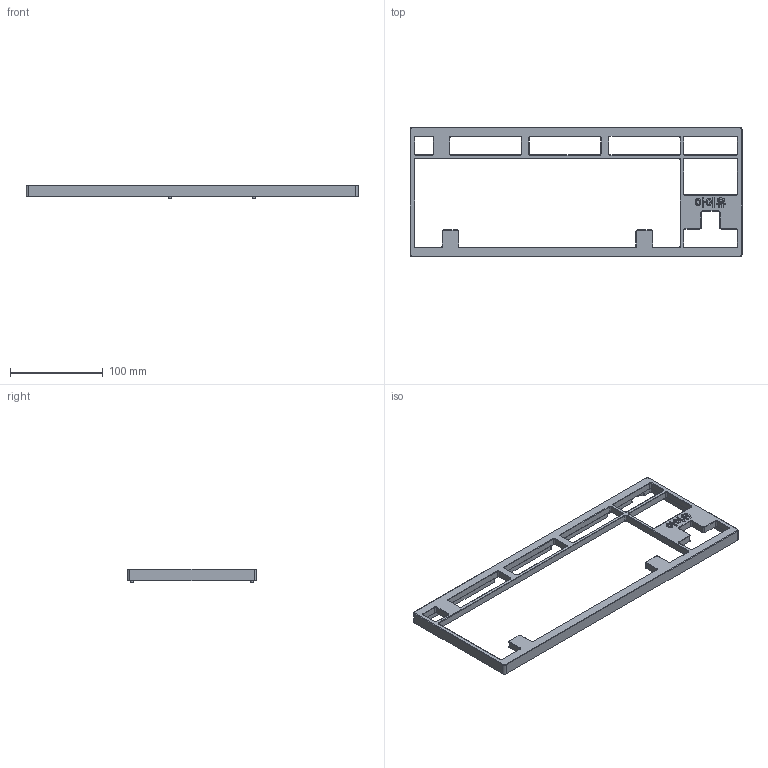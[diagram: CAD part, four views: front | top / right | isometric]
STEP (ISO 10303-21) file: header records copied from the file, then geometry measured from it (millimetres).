
FILE_DESCRIPTION(/* description */ (''),/* implementation_level */ '2;1');
FILE_NAME(/* name */ '19f66190-4664-4f23-a70f-37366aa4347d.stp',/* time_stamp */ '2021-02-06T07:19:39+00:00',/* author */ (''),/* organization */ (''),/* preprocessor_version */ 'ST-DEVELOPER v18.1',/* originating_system */ 'Autodesk Translation Framework v9.7.1.1290',/* authorisation */ '');
FILE_SCHEMA (('AUTOMOTIVE_DESIGN { 1 0 10303 214 3 1 1 }'));
Length unit declared in the file: millimetre
Products named in the file (5): IU80 TOP PIECE; IU80_TOP_PIECE_ASM; TOP_PIECE_FOR_PRODUCTION_ASM; TOP_V2_V12_ASM; TOP_WKL_STP_V1
Assembly tree (4 placements, depth 5):
  IU80 TOP PIECE
    IU80_TOP_PIECE_ASM
      TOP_PIECE_FOR_PRODUCTION_ASM
        TOP_V2_V12_ASM
          TOP_WKL_STP_V1
Bounding box: 358.66 x 140.06 x 15 mm (x, y, z)
Volume: 136849.1 mm3; surface area: 58659.1 mm2
Topology: 1 solids, 1 shells, 430 faces, 1116 edges, 708 vertices
Faces by surface type: plane 196, cylinder 148, cone 62, bspline 24
Full cylindrical faces by diameter (mm): 1.769 x6, 2.075 x9, 2.9 x4
Entity records: 13396 total; most frequent: CARTESIAN_POINT 2647, DIRECTION 2238, ORIENTED_EDGE 2216, EDGE_CURVE 1108, AXIS2_PLACEMENT_3D 767, VERTEX_POINT 708, LINE 704, VECTOR 704
